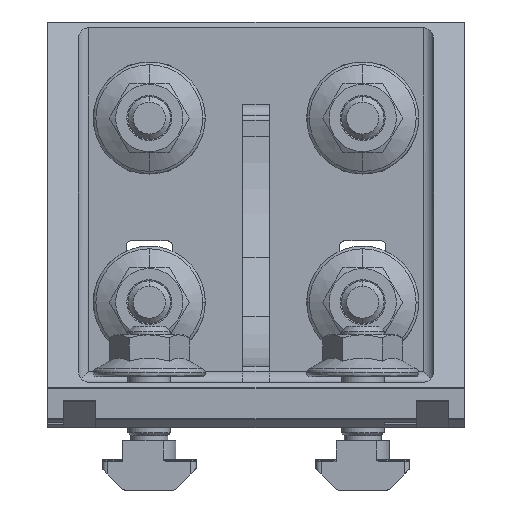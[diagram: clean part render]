
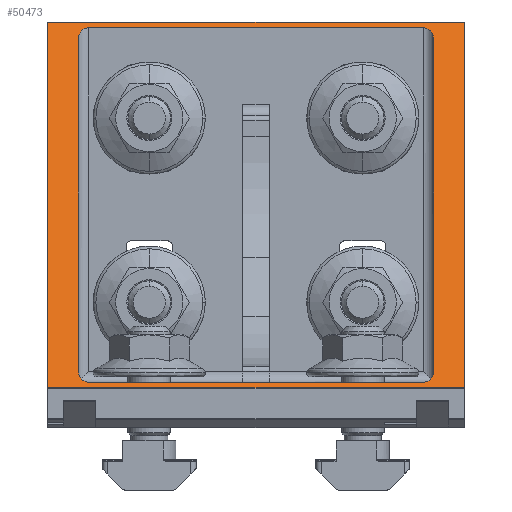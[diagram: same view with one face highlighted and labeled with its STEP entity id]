
A CAD part, front view. The second image highlights one B-rep face of the part: STEP entity #50473.
In plain terms, the highlighted planar face has unit normal (0, -0.707, 0.707).
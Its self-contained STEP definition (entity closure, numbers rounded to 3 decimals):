
#308 = VECTOR ( 'NONE', #18611, 1000. ) ;
#1821 = CARTESIAN_POINT ( 'NONE',  ( 32.472, -74.9, 8.5 ) ) ;
#2307 = CARTESIAN_POINT ( 'NONE',  ( 31.3, -8.5, 74.9 ) ) ;
#2571 = EDGE_CURVE ( 'NONE', #52068, #20228, #44954, .T. ) ;
#3043 = VECTOR ( 'NONE', #3198, 1000. ) ;
#3198 = DIRECTION ( 'NONE',  ( 0., 0.707, 0.707 ) ) ;
#3297 = ORIENTED_EDGE ( 'NONE', *, *, #32251, .T. ) ;
#3472 = EDGE_CURVE ( 'NONE', #12590, #14118, #17569, .T. ) ;
#3558 = VERTEX_POINT ( 'NONE', #31010 ) ;
#3603 = EDGE_CURVE ( 'NONE', #3558, #17254, #36568, .T. ) ;
#4048 = CARTESIAN_POINT ( 'NONE',  ( 33.3, -10.5, 72.9 ) ) ;
#4555 = EDGE_CURVE ( 'NONE', #51923, #12590, #51719, .T. ) ;
#4720 = EDGE_CURVE ( 'NONE', #26312, #51923, #28718, .T. ) ;
#5574 = CARTESIAN_POINT ( 'NONE',  ( 31.3, -74.9, 8.5 ) ) ;
#6787 = CARTESIAN_POINT ( 'NONE',  ( -33.3, -72.9, 10.5 ) ) ;
#6828 = CARTESIAN_POINT ( 'NONE',  ( -33.3, -74.072, 9.328 ) ) ;
#6944 = CARTESIAN_POINT ( 'NONE',  ( 39., -7.488, 75.912 ) ) ;
#6991 = CARTESIAN_POINT ( 'NONE',  ( -33.3, -72.9, 10.5 ) ) ;
#7074 = PLANE ( 'NONE',  #15555 ) ;
#8480 = VECTOR ( 'NONE', #28895, 1000. ) ;
#8556 = ORIENTED_EDGE ( 'NONE', *, *, #51379, .T. ) ;
#8941 = CARTESIAN_POINT ( 'NONE',  ( -32.472, -8.5, 74.9 ) ) ;
#9130 = CARTESIAN_POINT ( 'NONE',  ( -33.3, -7.4, 76. ) ) ;
#9366 = EDGE_CURVE ( 'NONE', #42796, #20228, #18241, .T. ) ;
#10650 = CARTESIAN_POINT ( 'NONE',  ( -39., -75.912, 7.488 ) ) ;
#11831 = EDGE_CURVE ( 'NONE', #13111, #15348, #43551, .T. ) ;
#12392 = CARTESIAN_POINT ( 'NONE',  ( 33.3, -72.9, 10.5 ) ) ;
#12590 = VERTEX_POINT ( 'NONE', #37911 ) ;
#12801 = ORIENTED_EDGE ( 'NONE', *, *, #11831, .T. ) ;
#13111 = VERTEX_POINT ( 'NONE', #26327 ) ;
#13355 = CARTESIAN_POINT ( 'NONE',  ( -33.3, -10.5, 72.9 ) ) ;
#14118 = VERTEX_POINT ( 'NONE', #6787 ) ;
#14239 = CARTESIAN_POINT ( 'NONE',  ( 33.3, -72.9, 10.5 ) ) ;
#14820 = DIRECTION ( 'NONE',  ( -1., 0., 0. ) ) ;
#15348 = VERTEX_POINT ( 'NONE', #27662 ) ;
#15555 = AXIS2_PLACEMENT_3D ( 'NONE', #31080, #47385, #31266 ) ;
#15575 = VECTOR ( 'NONE', #25639, 1000. ) ;
#15711 = VECTOR ( 'NONE', #14820, 1000. ) ;
#17254 = VERTEX_POINT ( 'NONE', #31132 ) ;
#17569 =( BOUNDED_CURVE ( )  B_SPLINE_CURVE ( 3, ( #26751, #18863, #6828, #6991 ),
 .UNSPECIFIED., .F., .F. ) 
 B_SPLINE_CURVE_WITH_KNOTS ( ( 4, 4 ),
 ( 3.142, 4.712 ),
 .UNSPECIFIED. ) 
 CURVE ( )  GEOMETRIC_REPRESENTATION_ITEM ( )  RATIONAL_B_SPLINE_CURVE ( ( 1., 0.805, 0.805, 1. ) ) 
 REPRESENTATION_ITEM ( '' )  );
#17770 = CARTESIAN_POINT ( 'NONE',  ( 39., -75.912, 7.488 ) ) ;
#17798 = ORIENTED_EDGE ( 'NONE', *, *, #25397, .T. ) ;
#18241 = LINE ( 'NONE', #31731, #15711 ) ;
#18611 = DIRECTION ( 'NONE',  ( 1., 0., 0. ) ) ;
#18863 = CARTESIAN_POINT ( 'NONE',  ( -32.472, -74.9, 8.5 ) ) ;
#18922 = CARTESIAN_POINT ( 'NONE',  ( -33.3, -10.5, 72.9 ) ) ;
#19958 = ORIENTED_EDGE ( 'NONE', *, *, #2571, .T. ) ;
#20228 = VERTEX_POINT ( 'NONE', #33186 ) ;
#21022 = VECTOR ( 'NONE', #41793, 1000. ) ;
#21369 = CARTESIAN_POINT ( 'NONE',  ( -31.3, -8.5, 74.9 ) ) ;
#22374 = FACE_OUTER_BOUND ( 'NONE', #28997, .T. ) ;
#22870 = EDGE_CURVE ( 'NONE', #23996, #26312, #26364, .T. ) ;
#22968 = CARTESIAN_POINT ( 'NONE',  ( 33.3, -7.4, 76. ) ) ;
#23609 = DIRECTION ( 'NONE',  ( -1., 0., 0. ) ) ;
#23996 = VERTEX_POINT ( 'NONE', #4048 ) ;
#24125 = ORIENTED_EDGE ( 'NONE', *, *, #3472, .T. ) ;
#24221 = ORIENTED_EDGE ( 'NONE', *, *, #4720, .T. ) ;
#24644 = LINE ( 'NONE', #10650, #3043 ) ;
#24864 = CARTESIAN_POINT ( 'NONE',  ( 31.3, -74.9, 8.5 ) ) ;
#25397 = EDGE_CURVE ( 'NONE', #14118, #52068, #39774, .T. ) ;
#25639 = DIRECTION ( 'NONE',  ( 0., 0.707, 0.707 ) ) ;
#26312 = VERTEX_POINT ( 'NONE', #12392 ) ;
#26327 = CARTESIAN_POINT ( 'NONE',  ( 39., -7.488, 75.912 ) ) ;
#26364 = LINE ( 'NONE', #22968, #28917 ) ;
#26465 = CARTESIAN_POINT ( 'NONE',  ( 31.3, -8.5, 74.9 ) ) ;
#26745 = ORIENTED_EDGE ( 'NONE', *, *, #9366, .F. ) ;
#26751 = CARTESIAN_POINT ( 'NONE',  ( -31.3, -74.9, 8.5 ) ) ;
#27662 = CARTESIAN_POINT ( 'NONE',  ( -39., -7.488, 75.912 ) ) ;
#28040 = LINE ( 'NONE', #17770, #21022 ) ;
#28718 =( BOUNDED_CURVE ( )  B_SPLINE_CURVE ( 3, ( #14239, #29926, #1821, #5574 ),
 .UNSPECIFIED., .F., .F. ) 
 B_SPLINE_CURVE_WITH_KNOTS ( ( 4, 4 ),
 ( 1.571, 3.142 ),
 .UNSPECIFIED. ) 
 CURVE ( )  GEOMETRIC_REPRESENTATION_ITEM ( )  RATIONAL_B_SPLINE_CURVE ( ( 1., 0.805, 0.805, 1. ) ) 
 REPRESENTATION_ITEM ( '' )  );
#28895 = DIRECTION ( 'NONE',  ( -1., 0., 0. ) ) ;
#28917 = VECTOR ( 'NONE', #39696, 1000. ) ;
#28997 = EDGE_LOOP ( 'NONE', ( #46527, #8556, #12801, #43954 ) ) ;
#29926 = CARTESIAN_POINT ( 'NONE',  ( 33.3, -74.072, 9.328 ) ) ;
#30356 = ORIENTED_EDGE ( 'NONE', *, *, #22870, .T. ) ;
#30545 = CARTESIAN_POINT ( 'NONE',  ( 33.3, -9.328, 74.072 ) ) ;
#31010 = CARTESIAN_POINT ( 'NONE',  ( -39., -75.912, 7.488 ) ) ;
#31080 = CARTESIAN_POINT ( 'NONE',  ( 39., -7.4, 76. ) ) ;
#31132 = CARTESIAN_POINT ( 'NONE',  ( 39., -75.912, 7.488 ) ) ;
#31266 = DIRECTION ( 'NONE',  ( 0., -0.707, -0.707 ) ) ;
#31731 = CARTESIAN_POINT ( 'NONE',  ( 0., -8.5, 74.9 ) ) ;
#32251 = EDGE_CURVE ( 'NONE', #42796, #23996, #50103, .T. ) ;
#32438 = CARTESIAN_POINT ( 'NONE',  ( 39., -74.9, 8.5 ) ) ;
#33186 = CARTESIAN_POINT ( 'NONE',  ( -31.3, -8.5, 74.9 ) ) ;
#34114 = CARTESIAN_POINT ( 'NONE',  ( 32.472, -8.5, 74.9 ) ) ;
#36568 = LINE ( 'NONE', #42456, #308 ) ;
#37585 = EDGE_LOOP ( 'NONE', ( #19958, #26745, #3297, #30356, #24221, #37637, #24125, #17798 ) ) ;
#37637 = ORIENTED_EDGE ( 'NONE', *, *, #4555, .T. ) ;
#37911 = CARTESIAN_POINT ( 'NONE',  ( -31.3, -74.9, 8.5 ) ) ;
#39696 = DIRECTION ( 'NONE',  ( 0., -0.707, -0.707 ) ) ;
#39774 = LINE ( 'NONE', #9130, #15575 ) ;
#40408 = VECTOR ( 'NONE', #23609, 1000. ) ;
#40675 = EDGE_CURVE ( 'NONE', #3558, #15348, #24644, .T. ) ;
#41793 = DIRECTION ( 'NONE',  ( 0., 0.707, 0.707 ) ) ;
#42456 = CARTESIAN_POINT ( 'NONE',  ( 39., -75.912, 7.488 ) ) ;
#42735 = FACE_BOUND ( 'NONE', #37585, .T. ) ;
#42796 = VERTEX_POINT ( 'NONE', #2307 ) ;
#43551 = LINE ( 'NONE', #6944, #40408 ) ;
#43954 = ORIENTED_EDGE ( 'NONE', *, *, #40675, .F. ) ;
#44954 =( BOUNDED_CURVE ( )  B_SPLINE_CURVE ( 3, ( #13355, #46041, #8941, #21369 ),
 .UNSPECIFIED., .F., .F. ) 
 B_SPLINE_CURVE_WITH_KNOTS ( ( 4, 4 ),
 ( 1.571, 3.142 ),
 .UNSPECIFIED. ) 
 CURVE ( )  GEOMETRIC_REPRESENTATION_ITEM ( )  RATIONAL_B_SPLINE_CURVE ( ( 1., 0.805, 0.805, 1. ) ) 
 REPRESENTATION_ITEM ( '' )  );
#46041 = CARTESIAN_POINT ( 'NONE',  ( -33.3, -9.328, 74.072 ) ) ;
#46527 = ORIENTED_EDGE ( 'NONE', *, *, #3603, .T. ) ;
#47385 = DIRECTION ( 'NONE',  ( 0., -0.707, 0.707 ) ) ;
#50103 =( BOUNDED_CURVE ( )  B_SPLINE_CURVE ( 3, ( #26465, #34114, #30545, #50936 ),
 .UNSPECIFIED., .F., .F. ) 
 B_SPLINE_CURVE_WITH_KNOTS ( ( 4, 4 ),
 ( 3.142, 4.712 ),
 .UNSPECIFIED. ) 
 CURVE ( )  GEOMETRIC_REPRESENTATION_ITEM ( )  RATIONAL_B_SPLINE_CURVE ( ( 1., 0.805, 0.805, 1. ) ) 
 REPRESENTATION_ITEM ( '' )  );
#50473 = ADVANCED_FACE ( 'NONE', ( #22374, #42735 ), #7074, .T. ) ;
#50936 = CARTESIAN_POINT ( 'NONE',  ( 33.3, -10.5, 72.9 ) ) ;
#51379 = EDGE_CURVE ( 'NONE', #17254, #13111, #28040, .T. ) ;
#51719 = LINE ( 'NONE', #32438, #8480 ) ;
#51923 = VERTEX_POINT ( 'NONE', #24864 ) ;
#52068 = VERTEX_POINT ( 'NONE', #18922 ) ;
